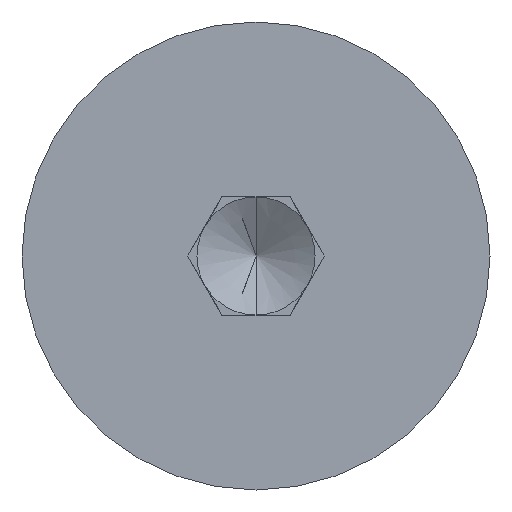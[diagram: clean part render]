
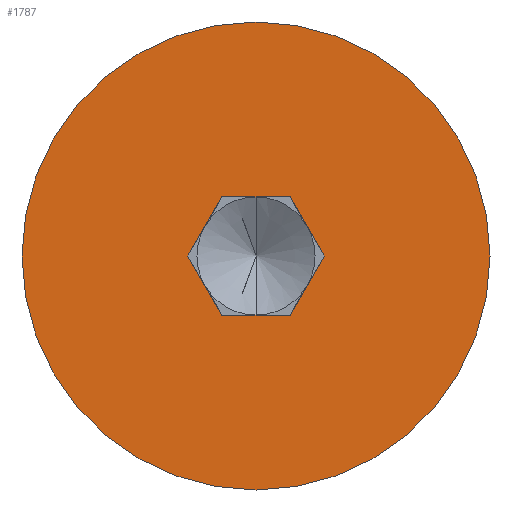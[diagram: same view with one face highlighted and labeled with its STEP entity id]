
A CAD part, left-side view. The second image highlights one B-rep face of the part: STEP entity #1787.
In plain terms, the highlighted planar face has unit normal (-1, 0, 0).
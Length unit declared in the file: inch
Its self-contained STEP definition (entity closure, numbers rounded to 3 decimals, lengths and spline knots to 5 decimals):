
#12 = AXIS2_PLACEMENT_3D ( 'NONE', #257, #252, #767 ) ;
#59 = AXIS2_PLACEMENT_3D ( 'NONE', #1347, #1491, #1490 ) ;
#68 = VERTEX_POINT ( 'NONE', #983 ) ;
#252 = DIRECTION ( 'NONE',  ( -1., 0., 0. ) ) ;
#257 = CARTESIAN_POINT ( 'NONE',  ( 0., 0., 0. ) ) ;
#276 = FACE_BOUND ( 'NONE', #682, .T. ) ;
#310 = VECTOR ( 'NONE', #2707, 39.37008 ) ;
#312 = EDGE_CURVE ( 'NONE', #2029, #2349, #991, .T. ) ;
#322 = CARTESIAN_POINT ( 'NONE',  ( 0., 0.01804, 0.03125 ) ) ;
#452 = CARTESIAN_POINT ( 'NONE',  ( 0., 0., -0.1238 ) ) ;
#505 = EDGE_CURVE ( 'NONE', #835, #2029, #2533, .T. ) ;
#574 = CARTESIAN_POINT ( 'NONE',  ( 0., 0.03608, 0. ) ) ;
#586 = CARTESIAN_POINT ( 'NONE',  ( 0., -0.01804, -0.03125 ) ) ;
#624 = LINE ( 'NONE', #1272, #1606 ) ;
#681 = CARTESIAN_POINT ( 'NONE',  ( 0., 0.01804, -0.03125 ) ) ;
#682 = EDGE_LOOP ( 'NONE', ( #1143, #1008, #1408, #1166, #1286, #1580 ) ) ;
#767 = DIRECTION ( 'NONE',  ( 0., 0., 1. ) ) ;
#782 = CARTESIAN_POINT ( 'NONE',  ( 0., -0.01804, 0.03125 ) ) ;
#824 = DIRECTION ( 'NONE',  ( 0., -0.5, -0.866 ) ) ;
#835 = VERTEX_POINT ( 'NONE', #866 ) ;
#866 = CARTESIAN_POINT ( 'NONE',  ( 0., -0.01804, 0.03125 ) ) ;
#983 = CARTESIAN_POINT ( 'NONE',  ( 0., 0.01804, -0.03125 ) ) ;
#991 = LINE ( 'NONE', #2147, #2187 ) ;
#1008 = ORIENTED_EDGE ( 'NONE', *, *, #312, .T. ) ;
#1088 = CARTESIAN_POINT ( 'NONE',  ( 0., 0., 0.1238 ) ) ;
#1090 = ORIENTED_EDGE ( 'NONE', *, *, #1720, .T. ) ;
#1143 = ORIENTED_EDGE ( 'NONE', *, *, #505, .T. ) ;
#1166 = ORIENTED_EDGE ( 'NONE', *, *, #1651, .T. ) ;
#1170 = CARTESIAN_POINT ( 'NONE',  ( 0., -0.01804, -0.03125 ) ) ;
#1174 = VERTEX_POINT ( 'NONE', #452 ) ;
#1178 = EDGE_CURVE ( 'NONE', #1174, #2294, #2210, .T. ) ;
#1272 = CARTESIAN_POINT ( 'NONE',  ( 0., 0.03608, 0. ) ) ;
#1283 = DIRECTION ( 'NONE',  ( 0., -0.5, 0.866 ) ) ;
#1286 = ORIENTED_EDGE ( 'NONE', *, *, #2634, .T. ) ;
#1347 = CARTESIAN_POINT ( 'NONE',  ( 0., 0., 0. ) ) ;
#1361 = PLANE ( 'NONE',  #59 ) ;
#1408 = ORIENTED_EDGE ( 'NONE', *, *, #2584, .T. ) ;
#1412 = VECTOR ( 'NONE', #2327, 39.37008 ) ;
#1486 = ORIENTED_EDGE ( 'NONE', *, *, #1178, .T. ) ;
#1490 = DIRECTION ( 'NONE',  ( 0., 0., 1. ) ) ;
#1491 = DIRECTION ( 'NONE',  ( -1., 0., 0. ) ) ;
#1521 = CARTESIAN_POINT ( 'NONE',  ( 0., 0., 0. ) ) ;
#1536 = VECTOR ( 'NONE', #824, 39.37008 ) ;
#1580 = ORIENTED_EDGE ( 'NONE', *, *, #2037, .T. ) ;
#1584 = DIRECTION ( 'NONE',  ( 0., 0., 1. ) ) ;
#1586 = DIRECTION ( 'NONE',  ( -1., 0., 0. ) ) ;
#1600 = AXIS2_PLACEMENT_3D ( 'NONE', #1521, #1586, #1584 ) ;
#1605 = LINE ( 'NONE', #586, #310 ) ;
#1606 = VECTOR ( 'NONE', #1283, 39.37008 ) ;
#1651 = EDGE_CURVE ( 'NONE', #68, #2367, #2534, .T. ) ;
#1658 = CIRCLE ( 'NONE', #1600, 0.1238 ) ;
#1720 = EDGE_CURVE ( 'NONE', #2294, #1174, #1658, .T. ) ;
#1760 = FACE_OUTER_BOUND ( 'NONE', #2084, .T. ) ;
#1787 = ADVANCED_FACE ( 'NONE', ( #1760, #276 ), #1361, .T. ) ;
#1862 = LINE ( 'NONE', #2219, #1412 ) ;
#1947 = VECTOR ( 'NONE', #2674, 39.37008 ) ;
#2029 = VERTEX_POINT ( 'NONE', #2336 ) ;
#2037 = EDGE_CURVE ( 'NONE', #2608, #835, #1862, .T. ) ;
#2084 = EDGE_LOOP ( 'NONE', ( #1090, #1486 ) ) ;
#2135 = DIRECTION ( 'NONE',  ( 0., 0.5, -0.866 ) ) ;
#2147 = CARTESIAN_POINT ( 'NONE',  ( 0., -0.03608, 0. ) ) ;
#2187 = VECTOR ( 'NONE', #2135, 39.37008 ) ;
#2210 = CIRCLE ( 'NONE', #12, 0.1238 ) ;
#2219 = CARTESIAN_POINT ( 'NONE',  ( 0., 0.01804, 0.03125 ) ) ;
#2294 = VERTEX_POINT ( 'NONE', #1088 ) ;
#2327 = DIRECTION ( 'NONE',  ( 0., -1., 0. ) ) ;
#2336 = CARTESIAN_POINT ( 'NONE',  ( 0., -0.03608, 0. ) ) ;
#2349 = VERTEX_POINT ( 'NONE', #1170 ) ;
#2367 = VERTEX_POINT ( 'NONE', #574 ) ;
#2533 = LINE ( 'NONE', #782, #1536 ) ;
#2534 = LINE ( 'NONE', #681, #1947 ) ;
#2584 = EDGE_CURVE ( 'NONE', #2349, #68, #1605, .T. ) ;
#2608 = VERTEX_POINT ( 'NONE', #322 ) ;
#2634 = EDGE_CURVE ( 'NONE', #2367, #2608, #624, .T. ) ;
#2674 = DIRECTION ( 'NONE',  ( 0., 0.5, 0.866 ) ) ;
#2707 = DIRECTION ( 'NONE',  ( 0., 1., 0. ) ) ;
